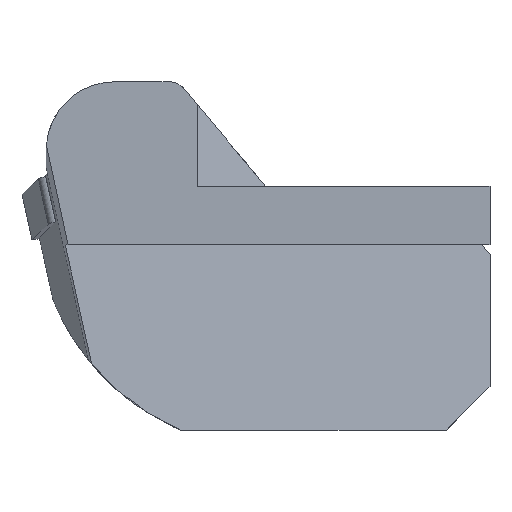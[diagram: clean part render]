
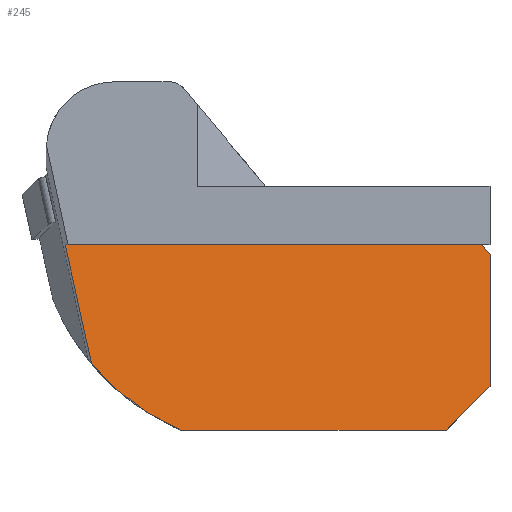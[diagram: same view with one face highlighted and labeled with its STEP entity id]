
A CAD part, top view. The second image highlights one B-rep face of the part: STEP entity #245.
In plain terms, the highlighted planar face has unit normal (0, 0.139, 0.99).
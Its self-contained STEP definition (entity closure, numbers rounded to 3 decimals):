
#90=B_SPLINE_CURVE_WITH_KNOTS('',3,(#1969,#1970,#1971,#1972),
 .UNSPECIFIED.,.F.,.F.,(4,4),(0.,1.),.UNSPECIFIED.);
#182=FACE_OUTER_BOUND('',#398,.T.);
#245=ADVANCED_FACE('',(#182),#304,.T.);
#304=PLANE('',#1433);
#398=EDGE_LOOP('',(#615,#616,#617,#618,#619,#620,#621));
#615=ORIENTED_EDGE('',*,*,#1026,.F.);
#616=ORIENTED_EDGE('',*,*,#979,.T.);
#617=ORIENTED_EDGE('',*,*,#1011,.T.);
#618=ORIENTED_EDGE('',*,*,#1027,.F.);
#619=ORIENTED_EDGE('',*,*,#1028,.F.);
#620=ORIENTED_EDGE('',*,*,#1029,.T.);
#621=ORIENTED_EDGE('',*,*,#1030,.T.);
#854=VERTEX_POINT('',#1968);
#855=VERTEX_POINT('',#1973);
#880=VERTEX_POINT('',#2046);
#891=VERTEX_POINT('',#2114);
#892=VERTEX_POINT('',#2116);
#893=VERTEX_POINT('',#2118);
#894=VERTEX_POINT('',#2120);
#979=EDGE_CURVE('',#855,#854,#90,.T.);
#1011=EDGE_CURVE('',#854,#880,#1151,.T.);
#1026=EDGE_CURVE('',#855,#891,#1158,.T.);
#1027=EDGE_CURVE('',#892,#880,#1159,.T.);
#1028=EDGE_CURVE('',#893,#892,#1160,.T.);
#1029=EDGE_CURVE('',#893,#894,#1161,.T.);
#1030=EDGE_CURVE('',#894,#891,#1162,.T.);
#1151=LINE('',#2047,#1259);
#1158=LINE('',#2113,#1266);
#1159=LINE('',#2115,#1267);
#1160=LINE('',#2117,#1268);
#1161=LINE('',#2119,#1269);
#1162=LINE('',#2121,#1270);
#1259=VECTOR('',#1641,1.);
#1266=VECTOR('',#1662,1.);
#1267=VECTOR('',#1663,1.);
#1268=VECTOR('',#1664,1.);
#1269=VECTOR('',#1665,1.);
#1270=VECTOR('',#1666,1.);
#1433=AXIS2_PLACEMENT_3D('',#2122,#1667,#1668);
#1641=DIRECTION('',(1.,0.,0.));
#1662=DIRECTION('',(-0.214,0.967,-0.136));
#1663=DIRECTION('',(-0.704,-0.704,0.099));
#1664=DIRECTION('',(0.,-0.99,0.139));
#1665=DIRECTION('',(-0.639,0.762,-0.107));
#1666=DIRECTION('',(-1.,0.,0.));
#1667=DIRECTION('',(0.,0.139,0.99));
#1668=DIRECTION('',(0.,-0.99,0.139));
#1968=CARTESIAN_POINT('',(-18.704,-25.,2.67));
#1969=CARTESIAN_POINT('',(-27.856,-18.202,1.715));
#1970=CARTESIAN_POINT('',(-25.38,-21.156,2.13));
#1971=CARTESIAN_POINT('',(-22.261,-23.474,2.456));
#1972=CARTESIAN_POINT('',(-18.704,-25.,2.67));
#1973=CARTESIAN_POINT('',(-27.856,-18.202,1.715));
#2046=CARTESIAN_POINT('',(8.5,-25.,2.67));
#2047=CARTESIAN_POINT('',(-40.7,-25.,2.67));
#2113=CARTESIAN_POINT('',(-31.027,-3.897,-0.295));
#2114=CARTESIAN_POINT('',(-30.561,-6.,0.));
#2115=CARTESIAN_POINT('',(-6.267,-39.767,4.746));
#2116=CARTESIAN_POINT('',(13.,-20.5,2.038));
#2117=CARTESIAN_POINT('',(13.,-6.,0.));
#2118=CARTESIAN_POINT('',(13.,-7.,0.141));
#2119=CARTESIAN_POINT('',(-9.43,19.731,-3.616));
#2120=CARTESIAN_POINT('',(12.161,-6.,0.));
#2121=CARTESIAN_POINT('',(-40.7,-6.,0.));
#2122=CARTESIAN_POINT('',(-40.7,-6.,0.));
